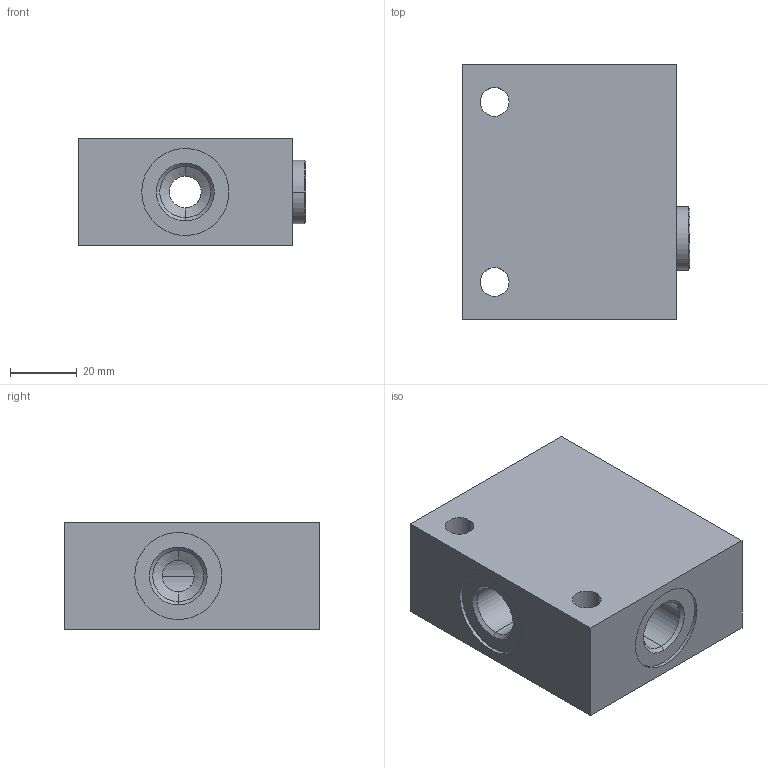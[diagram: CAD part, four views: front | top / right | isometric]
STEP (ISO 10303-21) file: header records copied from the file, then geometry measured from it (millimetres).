
FILE_DESCRIPTION (( 'STEP AP203' ), '1' );
FILE_NAME ('ML-22M3-G03G-Z01.STEP', '2026-02-25T05:31:39', ( '' ), ( '' ), 'SwSTEP 2.0', 'SolidWorks 2018', '' );
FILE_SCHEMA (( 'CONFIG_CONTROL_DESIGN' ));
Length unit declared in the file: millimetre
Products named in the file (5): ML-22M3-G03G-Z01; 4KE161101A001; 6DBG02A001; 7DBG02A001; 6EB022M3G03A001_目錄
Assembly tree (4 placements, depth 3):
  ML-22M3-G03G-Z01
    6EB022M3G03A001_目錄
    7DBG02A001
      4KE161101A001
      6DBG02A001
Bounding box: 68 x 76.2 x 32 mm (x, y, z)
Volume: 123593.8 mm3; surface area: 28664.4 mm2
Topology: 3 solids, 3 shells, 136 faces, 327 edges, 201 vertices
Faces by surface type: cylinder 62, cone 37, plane 36, bspline 1
Entity records: 6671 total; most frequent: CARTESIAN_POINT 3002, DIRECTION 685, ORIENTED_EDGE 650, EDGE_CURVE 325, AXIS2_PLACEMENT_3D 272, VERTEX_POINT 201, EDGE_LOOP 156, VECTOR 141
